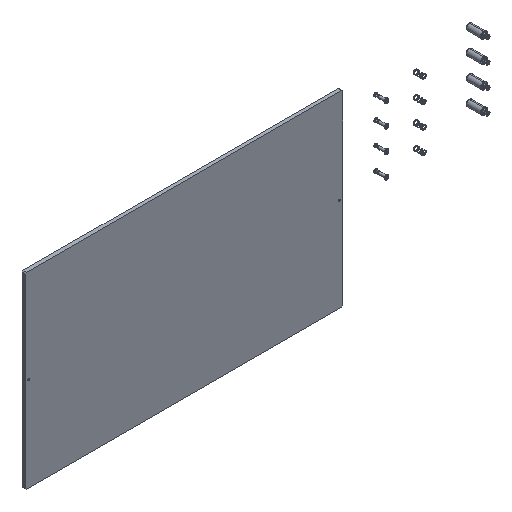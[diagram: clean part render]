
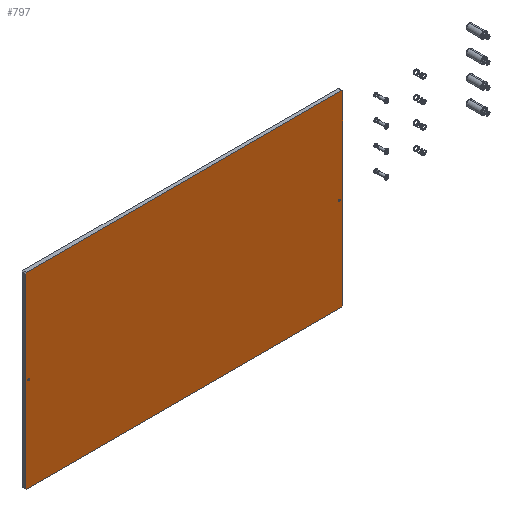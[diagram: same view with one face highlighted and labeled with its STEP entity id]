
A CAD part, isometric view. The second image highlights one B-rep face of the part: STEP entity #797.
In plain terms, the highlighted planar face has unit normal (0, -1, 0).
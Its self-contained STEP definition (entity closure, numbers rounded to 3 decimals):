
#74 = EDGE_CURVE ( 'NONE', #3985, #7218, #12070, .T. ) ;
#361 = DIRECTION ( 'NONE',  ( 0., 0., 1. ) ) ;
#401 = ORIENTED_EDGE ( 'NONE', *, *, #6226, .T. ) ;
#412 = VECTOR ( 'NONE', #11382, 1000. ) ;
#415 = CIRCLE ( 'NONE', #5759, 2. ) ;
#602 = ORIENTED_EDGE ( 'NONE', *, *, #4376, .T. ) ;
#623 = CARTESIAN_POINT ( 'NONE',  ( 360., 0., 211.1 ) ) ;
#685 = CARTESIAN_POINT ( 'NONE',  ( 352.5, 0., 2. ) ) ;
#741 = CARTESIAN_POINT ( 'NONE',  ( -358., 0., 213.1 ) ) ;
#750 = PLANE ( 'NONE',  #11588 ) ;
#797 = ADVANCED_FACE ( 'NONE', ( #5552, #9044, #9782 ), #750, .T. ) ;
#969 = ORIENTED_EDGE ( 'NONE', *, *, #3203, .T. ) ;
#1046 = DIRECTION ( 'NONE',  ( 0., 0., 1. ) ) ;
#1100 = VECTOR ( 'NONE', #6578, 1000. ) ;
#1254 = DIRECTION ( 'NONE',  ( 0.707, 0., -0.707 ) ) ;
#1257 = DIRECTION ( 'NONE',  ( 0.707, 0., 0.707 ) ) ;
#1298 = ORIENTED_EDGE ( 'NONE', *, *, #10262, .T. ) ;
#1476 = VERTEX_POINT ( 'NONE', #685 ) ;
#1526 = EDGE_LOOP ( 'NONE', ( #2915, #602 ) ) ;
#1662 = EDGE_CURVE ( 'NONE', #1476, #8276, #415, .T. ) ;
#1729 = EDGE_LOOP ( 'NONE', ( #7662, #8937, #5245, #401, #8591, #5389, #5672, #1298 ) ) ;
#1837 = DIRECTION ( 'NONE',  ( 0., 0., 1. ) ) ;
#1876 = DIRECTION ( 'NONE',  ( 0., 1., 0. ) ) ;
#1956 = VECTOR ( 'NONE', #10088, 1000. ) ;
#2334 = CARTESIAN_POINT ( 'NONE',  ( -360., 0., 213.1 ) ) ;
#2374 = LINE ( 'NONE', #8480, #412 ) ;
#2388 = CARTESIAN_POINT ( 'NONE',  ( -285.55, 0., -285.55 ) ) ;
#2662 = EDGE_CURVE ( 'NONE', #7237, #2798, #8430, .T. ) ;
#2779 = CIRCLE ( 'NONE', #3918, 2. ) ;
#2798 = VERTEX_POINT ( 'NONE', #7270 ) ;
#2827 = VERTEX_POINT ( 'NONE', #4378 ) ;
#2915 = ORIENTED_EDGE ( 'NONE', *, *, #1662, .T. ) ;
#3203 = EDGE_CURVE ( 'NONE', #7218, #3985, #8258, .T. ) ;
#3419 = EDGE_CURVE ( 'NONE', #11205, #5208, #6585, .T. ) ;
#3544 = CARTESIAN_POINT ( 'NONE',  ( 352.5, 0., -2. ) ) ;
#3776 = DIRECTION ( 'NONE',  ( 0., 0., 1. ) ) ;
#3882 = CARTESIAN_POINT ( 'NONE',  ( -360., 0., -211.1 ) ) ;
#3918 = AXIS2_PLACEMENT_3D ( 'NONE', #8618, #1876, #3776 ) ;
#3930 = VERTEX_POINT ( 'NONE', #741 ) ;
#3985 = VERTEX_POINT ( 'NONE', #4464 ) ;
#4376 = EDGE_CURVE ( 'NONE', #8276, #1476, #2779, .T. ) ;
#4378 = CARTESIAN_POINT ( 'NONE',  ( -360., 0., 211.1 ) ) ;
#4464 = CARTESIAN_POINT ( 'NONE',  ( -352.5, 0., -2. ) ) ;
#4492 = AXIS2_PLACEMENT_3D ( 'NONE', #6024, #7644, #1837 ) ;
#4553 = CARTESIAN_POINT ( 'NONE',  ( 0., 0., 0. ) ) ;
#4568 = CARTESIAN_POINT ( 'NONE',  ( 352.5, 0., 0. ) ) ;
#4918 = EDGE_CURVE ( 'NONE', #11205, #2827, #8823, .T. ) ;
#4923 = CARTESIAN_POINT ( 'NONE',  ( -352.5, 0., 0. ) ) ;
#5094 = CARTESIAN_POINT ( 'NONE',  ( 285.55, 0., -285.55 ) ) ;
#5180 = LINE ( 'NONE', #5094, #8670 ) ;
#5208 = VERTEX_POINT ( 'NONE', #6573 ) ;
#5245 = ORIENTED_EDGE ( 'NONE', *, *, #7847, .F. ) ;
#5389 = ORIENTED_EDGE ( 'NONE', *, *, #6571, .T. ) ;
#5552 = FACE_BOUND ( 'NONE', #1526, .T. ) ;
#5605 = VERTEX_POINT ( 'NONE', #10033 ) ;
#5672 = ORIENTED_EDGE ( 'NONE', *, *, #12025, .F. ) ;
#5759 = AXIS2_PLACEMENT_3D ( 'NONE', #4568, #8353, #6438 ) ;
#5808 = EDGE_LOOP ( 'NONE', ( #969, #9983 ) ) ;
#5815 = VECTOR ( 'NONE', #9925, 1000. ) ;
#6024 = CARTESIAN_POINT ( 'NONE',  ( -352.5, 0., 0. ) ) ;
#6226 = EDGE_CURVE ( 'NONE', #5605, #2798, #5180, .T. ) ;
#6438 = DIRECTION ( 'NONE',  ( 0., 0., 1. ) ) ;
#6498 = VECTOR ( 'NONE', #6664, 1000. ) ;
#6504 = CARTESIAN_POINT ( 'NONE',  ( -352.5, 0., 2. ) ) ;
#6571 = EDGE_CURVE ( 'NONE', #7237, #11181, #10633, .T. ) ;
#6573 = CARTESIAN_POINT ( 'NONE',  ( -358., 0., -213.1 ) ) ;
#6578 = DIRECTION ( 'NONE',  ( -0.707, 0., 0.707 ) ) ;
#6585 = LINE ( 'NONE', #2388, #7194 ) ;
#6664 = DIRECTION ( 'NONE',  ( -0.707, 0., -0.707 ) ) ;
#6999 = VECTOR ( 'NONE', #361, 1000. ) ;
#7194 = VECTOR ( 'NONE', #1254, 1000. ) ;
#7218 = VERTEX_POINT ( 'NONE', #6504 ) ;
#7237 = VERTEX_POINT ( 'NONE', #623 ) ;
#7270 = CARTESIAN_POINT ( 'NONE',  ( 360., 0., -211.1 ) ) ;
#7559 = LINE ( 'NONE', #10513, #6498 ) ;
#7644 = DIRECTION ( 'NONE',  ( 0., 1., 0. ) ) ;
#7662 = ORIENTED_EDGE ( 'NONE', *, *, #4918, .F. ) ;
#7847 = EDGE_CURVE ( 'NONE', #5605, #5208, #8648, .T. ) ;
#8119 = CARTESIAN_POINT ( 'NONE',  ( 360., 0., 213.1 ) ) ;
#8258 = CIRCLE ( 'NONE', #4492, 2. ) ;
#8276 = VERTEX_POINT ( 'NONE', #3544 ) ;
#8353 = DIRECTION ( 'NONE',  ( 0., 1., 0. ) ) ;
#8430 = LINE ( 'NONE', #8119, #5815 ) ;
#8480 = CARTESIAN_POINT ( 'NONE',  ( -360., 0., 213.1 ) ) ;
#8491 = CARTESIAN_POINT ( 'NONE',  ( 285.55, 0., 285.55 ) ) ;
#8591 = ORIENTED_EDGE ( 'NONE', *, *, #2662, .F. ) ;
#8618 = CARTESIAN_POINT ( 'NONE',  ( 352.5, 0., 0. ) ) ;
#8648 = LINE ( 'NONE', #10927, #1956 ) ;
#8670 = VECTOR ( 'NONE', #1257, 1000. ) ;
#8823 = LINE ( 'NONE', #2334, #6999 ) ;
#8937 = ORIENTED_EDGE ( 'NONE', *, *, #3419, .T. ) ;
#9044 = FACE_BOUND ( 'NONE', #5808, .T. ) ;
#9503 = AXIS2_PLACEMENT_3D ( 'NONE', #4923, #9755, #1046 ) ;
#9755 = DIRECTION ( 'NONE',  ( 0., 1., 0. ) ) ;
#9782 = FACE_OUTER_BOUND ( 'NONE', #1729, .T. ) ;
#9925 = DIRECTION ( 'NONE',  ( 0., 0., -1. ) ) ;
#9983 = ORIENTED_EDGE ( 'NONE', *, *, #74, .T. ) ;
#10033 = CARTESIAN_POINT ( 'NONE',  ( 358., 0., -213.1 ) ) ;
#10088 = DIRECTION ( 'NONE',  ( -1., 0., 0. ) ) ;
#10262 = EDGE_CURVE ( 'NONE', #3930, #2827, #7559, .T. ) ;
#10513 = CARTESIAN_POINT ( 'NONE',  ( -285.55, 0., 285.55 ) ) ;
#10633 = LINE ( 'NONE', #8491, #1100 ) ;
#10668 = CARTESIAN_POINT ( 'NONE',  ( 358., 0., 213.1 ) ) ;
#10927 = CARTESIAN_POINT ( 'NONE',  ( -360., 0., -213.1 ) ) ;
#11181 = VERTEX_POINT ( 'NONE', #10668 ) ;
#11205 = VERTEX_POINT ( 'NONE', #3882 ) ;
#11313 = DIRECTION ( 'NONE',  ( 0., -1., 0. ) ) ;
#11382 = DIRECTION ( 'NONE',  ( 1., 0., 0. ) ) ;
#11588 = AXIS2_PLACEMENT_3D ( 'NONE', #4553, #11313, #12148 ) ;
#12025 = EDGE_CURVE ( 'NONE', #3930, #11181, #2374, .T. ) ;
#12070 = CIRCLE ( 'NONE', #9503, 2. ) ;
#12148 = DIRECTION ( 'NONE',  ( 0., 0., -1. ) ) ;
